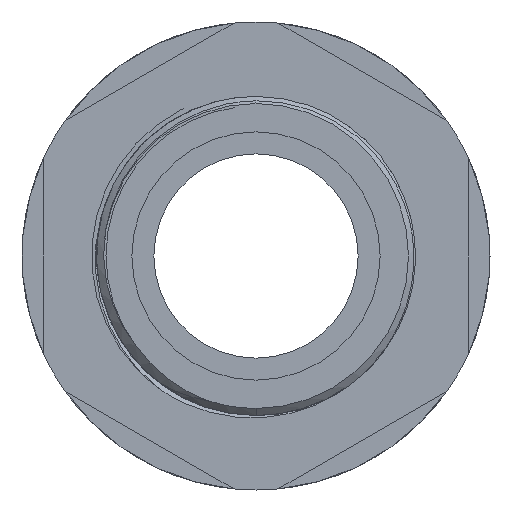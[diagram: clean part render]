
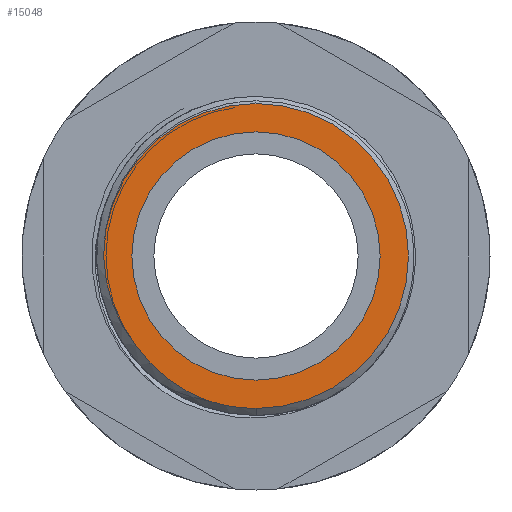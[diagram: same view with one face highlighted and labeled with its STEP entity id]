
A CAD part, front view. The second image highlights one B-rep face of the part: STEP entity #15048.
In plain terms, the highlighted planar face has unit normal (0, -1, 0).
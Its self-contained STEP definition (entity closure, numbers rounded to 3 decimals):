
#56 = CIRCLE ( 'NONE', #5130, 10.75 ) ;
#112 = CARTESIAN_POINT ( 'NONE',  ( -10.75, -10., -0.027 ) ) ;
#279 = CARTESIAN_POINT ( 'NONE',  ( -5.717, -10., -9.036 ) ) ;
#321 = VERTEX_POINT ( 'NONE', #6635 ) ;
#907 = DIRECTION ( 'NONE',  ( 0., -1., 0. ) ) ;
#990 = VERTEX_POINT ( 'NONE', #3787 ) ;
#1540 = CARTESIAN_POINT ( 'NONE',  ( -4.488, -10., -9.733 ) ) ;
#1940 = CARTESIAN_POINT ( 'NONE',  ( -10.47, -10., -2.252 ) ) ;
#2180 = DIRECTION ( 'NONE',  ( 0., -1., 0. ) ) ;
#2310 = VERTEX_POINT ( 'NONE', #10823 ) ;
#2327 = VERTEX_POINT ( 'NONE', #112 ) ;
#2730 = EDGE_CURVE ( 'NONE', #990, #321, #8009, .T. ) ;
#2785 = CARTESIAN_POINT ( 'NONE',  ( -3.709, -10., -10.079 ) ) ;
#3083 = DIRECTION ( 'NONE',  ( 0., 0., 1. ) ) ;
#3190 = CARTESIAN_POINT ( 'NONE',  ( -9.95, -10., -3.844 ) ) ;
#3204 = CARTESIAN_POINT ( 'NONE',  ( 0., -10., 0. ) ) ;
#3534 = FACE_OUTER_BOUND ( 'NONE', #7831, .T. ) ;
#3787 = CARTESIAN_POINT ( 'NONE',  ( 0., -10., -10.75 ) ) ;
#4006 = EDGE_CURVE ( 'NONE', #11284, #5864, #6845, .T. ) ;
#4032 = CARTESIAN_POINT ( 'NONE',  ( -3.179, -10., -10.269 ) ) ;
#4064 = AXIS2_PLACEMENT_3D ( 'NONE', #9610, #2180, #10768 ) ;
#4150 = CIRCLE ( 'NONE', #11891, 10.75 ) ;
#4440 = CARTESIAN_POINT ( 'NONE',  ( -9.183, -10., -5.342 ) ) ;
#4459 = DIRECTION ( 'NONE',  ( 0., 0., 1. ) ) ;
#5130 = AXIS2_PLACEMENT_3D ( 'NONE', #5936, #14224, #7173 ) ;
#5247 = CARTESIAN_POINT ( 'NONE',  ( -8.526, -10., -6.264 ) ) ;
#5254 = DIRECTION ( 'NONE',  ( 0., -1., 0. ) ) ;
#5413 = ORIENTED_EDGE ( 'NONE', *, *, #6211, .T. ) ;
#5597 = CARTESIAN_POINT ( 'NONE',  ( -10.735, -10., -0.584 ) ) ;
#5696 = CARTESIAN_POINT ( 'NONE',  ( -8.526, -10., -6.264 ) ) ;
#5746 = ORIENTED_EDGE ( 'NONE', *, *, #4006, .F. ) ;
#5864 = VERTEX_POINT ( 'NONE', #7979 ) ;
#5936 = CARTESIAN_POINT ( 'NONE',  ( 0., -10., 0. ) ) ;
#6000 = EDGE_CURVE ( 'NONE', #5864, #11284, #6908, .T. ) ;
#6211 = EDGE_CURVE ( 'NONE', #14687, #2310, #14548, .T. ) ;
#6492 = CARTESIAN_POINT ( 'NONE',  ( -7.838, -10., -7.171 ) ) ;
#6635 = CARTESIAN_POINT ( 'NONE',  ( 0., -10., 10.75 ) ) ;
#6845 = CIRCLE ( 'NONE', #13109, 8.75 ) ;
#6851 = FACE_BOUND ( 'NONE', #10666, .T. ) ;
#6889 = CARTESIAN_POINT ( 'NONE',  ( -10.75, -10., -0.027 ) ) ;
#6908 = CIRCLE ( 'NONE', #4064, 8.75 ) ;
#7173 = DIRECTION ( 'NONE',  ( 0., 0., 1. ) ) ;
#7546 = ORIENTED_EDGE ( 'NONE', *, *, #12122, .T. ) ;
#7725 = CARTESIAN_POINT ( 'NONE',  ( -6.618, -10., -8.362 ) ) ;
#7799 = PLANE ( 'NONE',  #10851 ) ;
#7831 = EDGE_LOOP ( 'NONE', ( #7546, #13836, #10868, #7958, #5413 ) ) ;
#7958 = ORIENTED_EDGE ( 'NONE', *, *, #15091, .T. ) ;
#7979 = CARTESIAN_POINT ( 'NONE',  ( 0., -10., -8.75 ) ) ;
#8009 = CIRCLE ( 'NONE', #9330, 10.75 ) ;
#8328 = CARTESIAN_POINT ( 'NONE',  ( 0., -10., 0. ) ) ;
#8525 = ORIENTED_EDGE ( 'NONE', *, *, #6000, .F. ) ;
#8958 = CARTESIAN_POINT ( 'NONE',  ( -5.241, -10., -9.336 ) ) ;
#9260 = CARTESIAN_POINT ( 'NONE',  ( 0., -10., 0. ) ) ;
#9330 = AXIS2_PLACEMENT_3D ( 'NONE', #12436, #5254, #13592 ) ;
#9361 = CARTESIAN_POINT ( 'NONE',  ( -10.677, -10., -1.14 ) ) ;
#9576 = DIRECTION ( 'NONE',  ( 0., 0., -1. ) ) ;
#9610 = CARTESIAN_POINT ( 'NONE',  ( 0., -10., 0. ) ) ;
#10132 = CARTESIAN_POINT ( 'NONE',  ( -8.2, -10., -6.732 ) ) ;
#10183 = CARTESIAN_POINT ( 'NONE',  ( -4.23, -10., -9.856 ) ) ;
#10459 = DIRECTION ( 'NONE',  ( 0., 1., 0. ) ) ;
#10479 = B_SPLINE_CURVE_WITH_KNOTS ( 'NONE', 3,
 ( #6889, #5597, #9361, #1940, #10553, #3190, #11694, #4440, #12845, #5696 ),
 .UNSPECIFIED., .F., .F.,
 ( 4, 2, 2, 2, 4 ),
 ( 0.015, 0.017, 0.018, 0.02, 0.022 ),
 .UNSPECIFIED. ) ;
#10553 = CARTESIAN_POINT ( 'NONE',  ( -10.324, -10., -2.793 ) ) ;
#10666 = EDGE_LOOP ( 'NONE', ( #8525, #5746 ) ) ;
#10768 = DIRECTION ( 'NONE',  ( 0., 0., -1. ) ) ;
#10823 = CARTESIAN_POINT ( 'NONE',  ( -3.179, -10., -10.269 ) ) ;
#10851 = AXIS2_PLACEMENT_3D ( 'NONE', #9260, #10459, #3083 ) ;
#10868 = ORIENTED_EDGE ( 'NONE', *, *, #11988, .T. ) ;
#11284 = VERTEX_POINT ( 'NONE', #13675 ) ;
#11324 = CARTESIAN_POINT ( 'NONE',  ( -3.445, -10., -10.179 ) ) ;
#11694 = CARTESIAN_POINT ( 'NONE',  ( -9.722, -10., -4.354 ) ) ;
#11712 = DIRECTION ( 'NONE',  ( 0., -1., 0. ) ) ;
#11891 = AXIS2_PLACEMENT_3D ( 'NONE', #3204, #11712, #4459 ) ;
#11988 = EDGE_CURVE ( 'NONE', #321, #2327, #4150, .T. ) ;
#12122 = EDGE_CURVE ( 'NONE', #2310, #990, #56, .T. ) ;
#12436 = CARTESIAN_POINT ( 'NONE',  ( 0., -10., 0. ) ) ;
#12535 = CARTESIAN_POINT ( 'NONE',  ( -8.526, -10., -6.264 ) ) ;
#12845 = CARTESIAN_POINT ( 'NONE',  ( -8.872, -10., -5.817 ) ) ;
#13109 = AXIS2_PLACEMENT_3D ( 'NONE', #8328, #907, #9576 ) ;
#13592 = DIRECTION ( 'NONE',  ( 0., 0., 1. ) ) ;
#13675 = CARTESIAN_POINT ( 'NONE',  ( 0., -10., 8.75 ) ) ;
#13836 = ORIENTED_EDGE ( 'NONE', *, *, #2730, .T. ) ;
#14224 = DIRECTION ( 'NONE',  ( 0., -1., 0. ) ) ;
#14548 = B_SPLINE_CURVE_WITH_KNOTS ( 'NONE', 3,
 ( #5247, #10132, #6492, #14730, #7725, #279, #8958, #1540, #10183, #2785, #11324, #4032 ),
 .UNSPECIFIED., .F., .F.,
 ( 4, 2, 2, 2, 2, 4 ),
 ( 0., 0.002, 0.003, 0.005, 0.006, 0.007 ),
 .UNSPECIFIED. ) ;
#14687 = VERTEX_POINT ( 'NONE', #12535 ) ;
#14730 = CARTESIAN_POINT ( 'NONE',  ( -7.045, -10., -7.988 ) ) ;
#15048 = ADVANCED_FACE ( 'NONE', ( #6851, #3534 ), #7799, .F. ) ;
#15091 = EDGE_CURVE ( 'NONE', #2327, #14687, #10479, .T. ) ;
